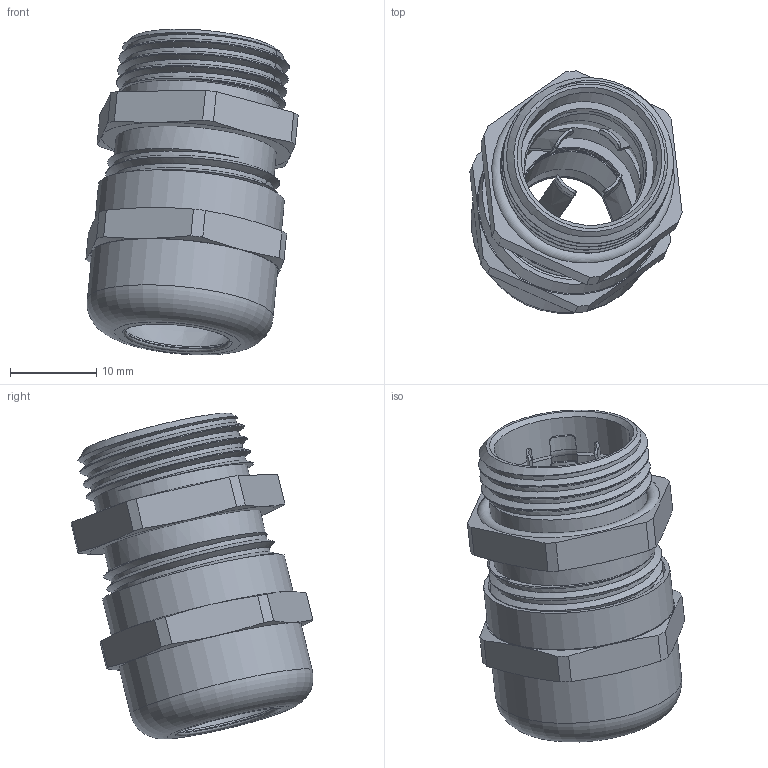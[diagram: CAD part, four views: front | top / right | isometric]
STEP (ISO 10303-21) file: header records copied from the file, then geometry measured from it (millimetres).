
FILE_DESCRIPTION(/* description */ ('Euro-Top-EMV 3/M M20x1,5 - B'),/* implementation_level */ '2;1');
FILE_NAME(/* name */ '61084520-RST.stp',/* time_stamp */ '2025-11-25T11:36:19+01:00',/* author */ ('sl'),/* organization */ (''),/* preprocessor_version */ 'ST-DEVELOPER v16.5',/* originating_system */ 'Autodesk Inventor 2017',/* authorisation */ '');
FILE_SCHEMA (('CONFIG_CONTROL_DESIGN'));
Length unit declared in the file: millimetre
Products named in the file (8): 61084520; 61084520_1; 61084520_2; 61084520_3; 61084520_4; 61084516; 61084520_5; 61084520_6
Assembly tree (7 placements, depth 2):
  61084520
    61084520_1
    61084520_2
    61084520_3
    61084520_4
    61084516
    61084520_5
    61084520_6
Bounding box: 24.65 x 28.1 x 37.84 mm (x, y, z)
Volume: 5206.1 mm3; surface area: 11285.9 mm2
Topology: 7 solids, 7 shells, 409 faces, 1129 edges, 740 vertices
Faces by surface type: plane 174, cylinder 128, cone 49, torus 43, bspline 15
Full cylindrical faces by diameter (mm): 12.19 x1, 12.46 x1, 12.67 x2, 13.27 x1, 13.86 x1, 14.28 x1, 14.91 x1, 15.24 x1, 15.82 x1, 15.83 x1, 15.9 x1, 16 x1, 16.44 x1, 16.46 x1, 16.48 x1, 17.2 x1, 18.268 x4, 18.738 x3, 18.85 x1, 20.682 x7, 21.312 x1, 21.74 x2
Entity records: 16432 total; most frequent: CARTESIAN_POINT 6386, DIRECTION 2086, ORIENTED_EDGE 2074, EDGE_CURVE 1037, AXIS2_PLACEMENT_3D 831, VERTEX_POINT 701, EDGE_LOOP 456, LINE 424
